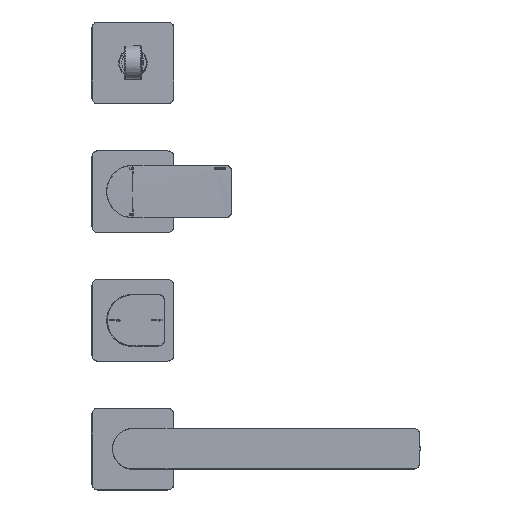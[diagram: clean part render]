
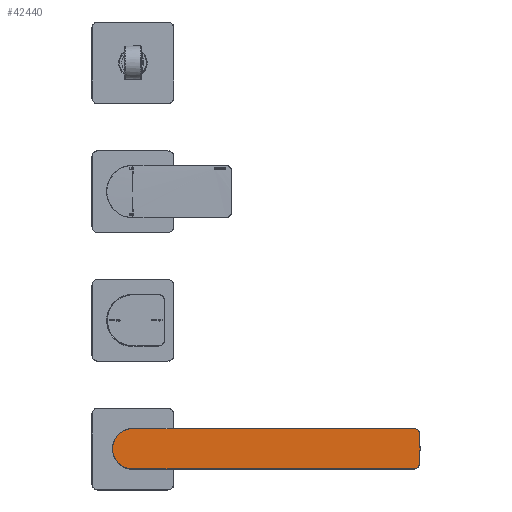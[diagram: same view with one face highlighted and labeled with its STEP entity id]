
A CAD part, top view. The second image highlights one B-rep face of the part: STEP entity #42440.
In plain terms, the highlighted planar face has unit normal (0, 0, 1).
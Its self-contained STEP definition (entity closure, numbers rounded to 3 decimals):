
#606=ELLIPSE('',#63124,38.215,1.);
#627=ELLIPSE('',#63186,38.215,1.);
#1701=B_SPLINE_CURVE_WITH_KNOTS('',3,(#99258,#99259,#99260,#99261,#99262,
#99263,#99264,#99265,#99266),.UNSPECIFIED.,.F.,.F.,(4,1,1,1,1,1,4),(0.,
0.007,0.01,0.014,0.017,
0.021,0.028),.UNSPECIFIED.);
#1702=B_SPLINE_CURVE_WITH_KNOTS('',3,(#99295,#99296,#99297,#99298,#99299,
#99300,#99301,#99302),.UNSPECIFIED.,.F.,.F.,(4,1,1,1,1,4),(0.,
0.007,0.01,0.014,0.021,
0.027),.UNSPECIFIED.);
#1728=B_SPLINE_CURVE_WITH_KNOTS('',3,(#99972,#99973,#99974,#99975,#99976),
 .UNSPECIFIED.,.F.,.F.,(4,1,4),(0.,0.004,
0.007),.UNSPECIFIED.);
#1740=B_SPLINE_CURVE_WITH_KNOTS('',3,(#100439,#100440,#100441,#100442,#100443),
 .UNSPECIFIED.,.F.,.F.,(4,1,4),(0.,0.004,0.007),
 .UNSPECIFIED.);
#4671=LINE('',#99954,#7093);
#4697=LINE('',#100421,#7119);
#7093=VECTOR('',#73911,1000.);
#7119=VECTOR('',#74061,1000.);
#8850=PLANE('',#63216);
#19171=ORIENTED_EDGE('',*,*,#25463,.F.);
#19172=ORIENTED_EDGE('',*,*,#25650,.T.);
#19173=ORIENTED_EDGE('',*,*,#25652,.T.);
#19174=ORIENTED_EDGE('',*,*,#25654,.T.);
#19175=ORIENTED_EDGE('',*,*,#25578,.T.);
#19176=ORIENTED_EDGE('',*,*,#25576,.T.);
#19177=ORIENTED_EDGE('',*,*,#25574,.T.);
#19178=ORIENTED_EDGE('',*,*,#25459,.F.);
#25459=EDGE_CURVE('',#29610,#29612,#1701,.T.);
#25463=EDGE_CURVE('',#29615,#29610,#1702,.T.);
#25574=EDGE_CURVE('',#29690,#29612,#4671,.F.);
#25576=EDGE_CURVE('',#29691,#29690,#1728,.T.);
#25578=EDGE_CURVE('',#29692,#29691,#606,.F.);
#25650=EDGE_CURVE('',#29615,#29723,#4697,.T.);
#25652=EDGE_CURVE('',#29723,#29724,#1740,.T.);
#25654=EDGE_CURVE('',#29724,#29692,#627,.F.);
#29610=VERTEX_POINT('',#99256);
#29612=VERTEX_POINT('',#99267);
#29615=VERTEX_POINT('',#99294);
#29690=VERTEX_POINT('',#99955);
#29691=VERTEX_POINT('',#99977);
#29692=VERTEX_POINT('',#99981);
#29723=VERTEX_POINT('',#100422);
#29724=VERTEX_POINT('',#100444);
#35363=EDGE_LOOP('',(#19171,#19172,#19173,#19174,#19175,#19176,#19177,#19178));
#38900=FACE_BOUND('',#35363,.T.);
#42440=ADVANCED_FACE('',(#38900),#8850,.T.);
#63124=AXIS2_PLACEMENT_3D('',#99980,#73918,#73919);
#63186=AXIS2_PLACEMENT_3D('',#100447,#74068,#74069);
#63216=AXIS2_PLACEMENT_3D('',#100617,#74128,#74129);
#73911=DIRECTION('',(0.,-1.,0.));
#73918=DIRECTION('',(0.,0.,-1.));
#73919=DIRECTION('',(1.,0.026,0.));
#74061=DIRECTION('',(0.,-1.,0.));
#74068=DIRECTION('',(0.,0.,-1.));
#74069=DIRECTION('',(-1.,0.026,0.));
#74128=DIRECTION('',(0.,0.,1.));
#74129=DIRECTION('',(1.,0.,0.));
#99256=CARTESIAN_POINT('',(0.,17.464,129.724));
#99258=CARTESIAN_POINT('',(0.,17.464,129.724));
#99259=CARTESIAN_POINT('',(2.286,17.448,129.724));
#99260=CARTESIAN_POINT('',(5.661,16.745,129.724));
#99261=CARTESIAN_POINT('',(9.671,14.556,129.724));
#99262=CARTESIAN_POINT('',(12.288,12.364,129.724));
#99263=CARTESIAN_POINT('',(14.426,9.715,129.724));
#99264=CARTESIAN_POINT('',(16.553,5.665,129.724));
#99265=CARTESIAN_POINT('',(17.216,2.287,129.724));
#99266=CARTESIAN_POINT('',(17.216,0.,129.724));
#99267=CARTESIAN_POINT('',(17.216,0.,129.724));
#99294=CARTESIAN_POINT('',(-17.216,0.,129.724));
#99295=CARTESIAN_POINT('',(-17.216,0.,129.724));
#99296=CARTESIAN_POINT('',(-17.216,2.287,129.724));
#99297=CARTESIAN_POINT('',(-16.554,5.665,129.724));
#99298=CARTESIAN_POINT('',(-14.425,9.716,129.724));
#99299=CARTESIAN_POINT('',(-11.58,13.246,129.724));
#99300=CARTESIAN_POINT('',(-6.791,16.513,129.724));
#99301=CARTESIAN_POINT('',(-2.287,17.448,129.724));
#99302=CARTESIAN_POINT('',(0.,17.464,129.724));
#99954=CARTESIAN_POINT('',(17.216,-122.497,129.724));
#99955=CARTESIAN_POINT('',(17.216,-240.122,129.724));
#99972=CARTESIAN_POINT('',(12.641,-244.923,129.724));
#99973=CARTESIAN_POINT('',(13.871,-244.867,129.724));
#99974=CARTESIAN_POINT('',(16.236,-243.773,129.724));
#99975=CARTESIAN_POINT('',(17.216,-241.353,129.724));
#99976=CARTESIAN_POINT('',(17.216,-240.122,129.724));
#99977=CARTESIAN_POINT('',(12.641,-244.923,129.724));
#99980=CARTESIAN_POINT('',(-10.148,-244.717,129.724));
#99981=CARTESIAN_POINT('',(0.,-245.416,129.724));
#100421=CARTESIAN_POINT('',(-17.216,-122.497,129.724));
#100422=CARTESIAN_POINT('',(-17.216,-240.122,129.724));
#100439=CARTESIAN_POINT('',(-17.216,-240.122,129.724));
#100440=CARTESIAN_POINT('',(-17.216,-241.353,129.724));
#100441=CARTESIAN_POINT('',(-16.24,-243.769,129.724));
#100442=CARTESIAN_POINT('',(-13.871,-244.867,129.724));
#100443=CARTESIAN_POINT('',(-12.641,-244.923,129.724));
#100444=CARTESIAN_POINT('',(-12.641,-244.923,129.724));
#100447=CARTESIAN_POINT('',(10.148,-244.717,129.724));
#100617=CARTESIAN_POINT('',(21.581,296.592,129.724));
